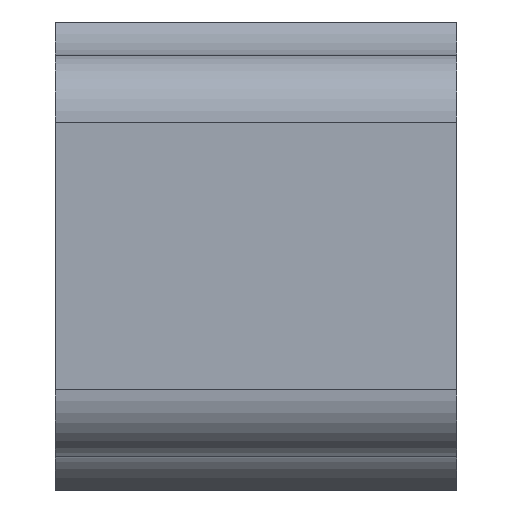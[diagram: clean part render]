
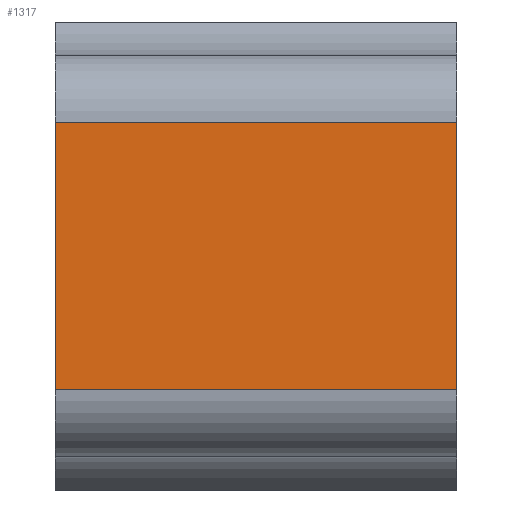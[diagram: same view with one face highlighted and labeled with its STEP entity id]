
A CAD part, left-side view. The second image highlights one B-rep face of the part: STEP entity #1317.
In plain terms, the highlighted planar face has unit normal (-1, 0, 0).
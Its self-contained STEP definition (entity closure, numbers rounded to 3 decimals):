
#10=DIRECTION('',(0.,0.,1.));
#11=VECTOR('',#10,80.);
#12=CARTESIAN_POINT('',(-610.,0.,-40.));
#13=LINE('',#12,#11);
#261=DIRECTION('',(0.,1.,0.));
#262=VECTOR('',#261,120.);
#263=CARTESIAN_POINT('',(-610.,0.,40.));
#264=LINE('',#263,#262);
#265=DIRECTION('',(0.,1.,0.));
#266=VECTOR('',#265,120.);
#267=CARTESIAN_POINT('',(-610.,0.,-40.));
#268=LINE('',#267,#266);
#336=DIRECTION('',(0.,0.,1.));
#337=VECTOR('',#336,80.);
#338=CARTESIAN_POINT('',(-610.,120.,-40.));
#339=LINE('',#338,#337);
#777=CARTESIAN_POINT('',(-610.,0.,-40.));
#778=VERTEX_POINT('',#777);
#779=CARTESIAN_POINT('',(-610.,0.,40.));
#780=VERTEX_POINT('',#779);
#809=CARTESIAN_POINT('',(-610.,120.,-40.));
#810=VERTEX_POINT('',#809);
#811=CARTESIAN_POINT('',(-610.,120.,40.));
#812=VERTEX_POINT('',#811);
#1304=CARTESIAN_POINT('',(-610.,0.,-40.));
#1305=DIRECTION('',(-1.,0.,0.));
#1306=DIRECTION('',(0.,0.,1.));
#1307=AXIS2_PLACEMENT_3D('',#1304,#1305,#1306);
#1308=PLANE('',#1307);
#1309=ORIENTED_EDGE('',*,*,#998,.F.);
#1311=ORIENTED_EDGE('',*,*,#1310,.T.);
#1313=ORIENTED_EDGE('',*,*,#1312,.T.);
#1314=ORIENTED_EDGE('',*,*,#1296,.F.);
#1315=EDGE_LOOP('',(#1309,#1311,#1313,#1314));
#1316=FACE_OUTER_BOUND('',#1315,.F.);
#1317=ADVANCED_FACE('',(#1316),#1308,.T.);
#998=EDGE_CURVE('',#778,#780,#13,.T.);
#1296=EDGE_CURVE('',#780,#812,#264,.T.);
#1310=EDGE_CURVE('',#778,#810,#268,.T.);
#1312=EDGE_CURVE('',#810,#812,#339,.T.);
